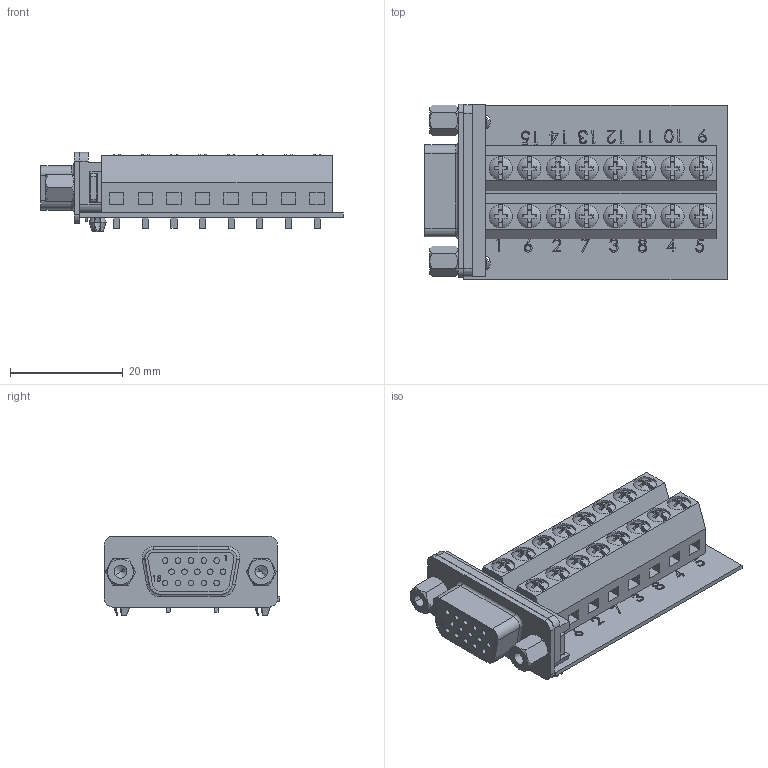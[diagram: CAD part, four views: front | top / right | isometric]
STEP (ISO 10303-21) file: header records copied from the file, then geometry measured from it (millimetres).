
FILE_DESCRIPTION (( 'STEP AP203' ), '1' );
FILE_NAME ('DGBH15FT.STEP', '2006-06-23T18:36:33', ( 'lcom' ), ( 'lcom' ), 'SwSTEP 2.0', 'SolidWorks 2006004', '' );
FILE_SCHEMA (( 'CONFIG_CONTROL_DESIGN' ));
Products named in the file (9): 3AB16-001; DGBH15FT-MA2; DGBH15FT; 3AA02-010; 3AA01-017_3AA01-008-125; DGBH15FT-MA1; SDH15S_Supplier Connector; 3AA05-004_.200 HEX HEIGHT
Assembly tree (18 placements, depth 3):
  DGBH15FT
    3AA02-010  x2
    DGBH15FT-MA2
    3AA05-004_.200 HEX HEIGHT  x2
    3AB16-001  x2
      3AA01-017_3AA01-008-125
      3AB16-001
    SDH15S_Supplier Connector
    DGBH15FT-MA1
Bounding box: 53.62 x 31.11 x 14.05 mm (x, y, z)
Volume: 8955.5 mm3; surface area: 11408.7 mm2
Topology: 25 solids, 25 shells, 1512 faces, 3630 edges, 2297 vertices
Faces by surface type: plane 907, cylinder 286, cone 142, bspline 108, sphere 40, torus 29
Entity records: 35532 total; most frequent: CARTESIAN_POINT 14860, ORIENTED_EDGE 4086, DIRECTION 3803, EDGE_CURVE 2043, VERTEX_POINT 1332, AXIS2_PLACEMENT_3D 1295, VECTOR 1213, LINE 1213
